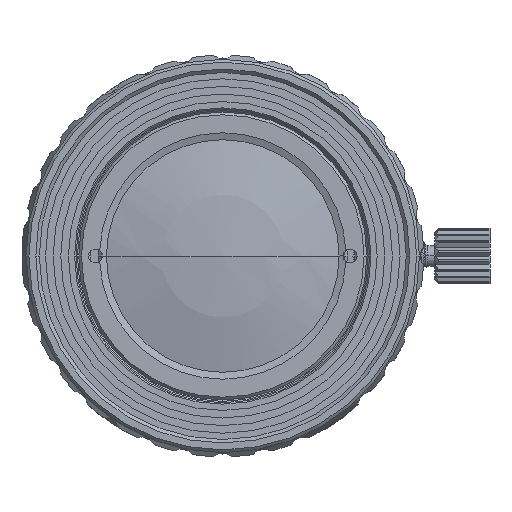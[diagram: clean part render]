
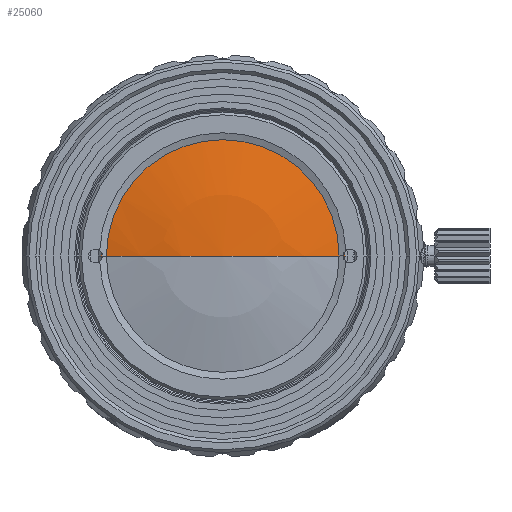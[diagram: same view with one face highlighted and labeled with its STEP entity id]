
A CAD part, left-side view. The second image highlights one B-rep face of the part: STEP entity #25060.
In plain terms, the highlighted spherical face has radius 35.795 mm.
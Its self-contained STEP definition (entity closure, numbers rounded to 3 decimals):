
#25060 = ADVANCED_FACE('',(#25061),#25090,.T.);
#25061 = FACE_BOUND('',#25062,.T.);
#25062 = EDGE_LOOP('',(#25063,#25074,#25083));
#25063 = ORIENTED_EDGE('',*,*,#25064,.T.);
#25064 = EDGE_CURVE('',#25065,#25067,#25069,.T.);
#25065 = VERTEX_POINT('',#25066);
#25066 = CARTESIAN_POINT('',(-56.639,8.8,0.));
#25067 = VERTEX_POINT('',#25068);
#25068 = CARTESIAN_POINT('',(-57.738,0.,0.));
#25069 = CIRCLE('',#25070,35.795);
#25070 = AXIS2_PLACEMENT_3D('',#25071,#25072,#25073);
#25071 = CARTESIAN_POINT('',(-21.943,0.,0.));
#25072 = DIRECTION('',(0.,0.,1.));
#25073 = DIRECTION('',(-0.969,0.246,0.));
#25074 = ORIENTED_EDGE('',*,*,#25075,.T.);
#25075 = EDGE_CURVE('',#25067,#25076,#25078,.T.);
#25076 = VERTEX_POINT('',#25077);
#25077 = CARTESIAN_POINT('',(-56.639,-8.8,0.));
#25078 = CIRCLE('',#25079,35.795);
#25079 = AXIS2_PLACEMENT_3D('',#25080,#25081,#25082);
#25080 = CARTESIAN_POINT('',(-21.943,0.,0.));
#25081 = DIRECTION('',(0.,0.,1.));
#25082 = DIRECTION('',(-1.,0.,0.));
#25083 = ORIENTED_EDGE('',*,*,#25084,.T.);
#25084 = EDGE_CURVE('',#25076,#25065,#25085,.T.);
#25085 = CIRCLE('',#25086,8.8);
#25086 = AXIS2_PLACEMENT_3D('',#25087,#25088,#25089);
#25087 = CARTESIAN_POINT('',(-56.639,0.,0.));
#25088 = DIRECTION('',(-1.,0.,0.));
#25089 = DIRECTION('',(0.,-1.,0.));
#25090 = SPHERICAL_SURFACE('',#25091,35.795);
#25091 = AXIS2_PLACEMENT_3D('',#25092,#25093,#25094);
#25092 = CARTESIAN_POINT('',(-21.943,0.,0.));
#25093 = DIRECTION('',(1.,0.,0.));
#25094 = DIRECTION('',(0.,-1.,0.));
